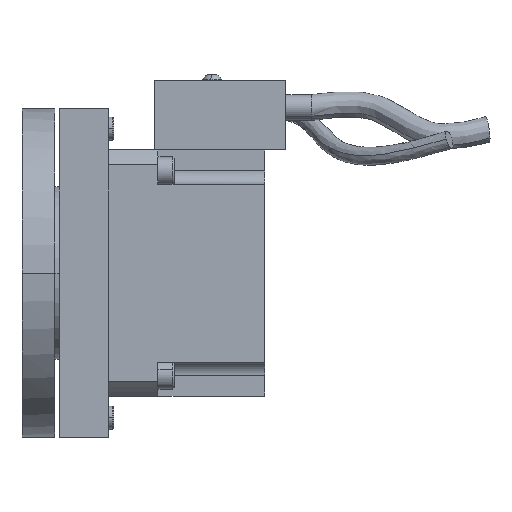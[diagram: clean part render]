
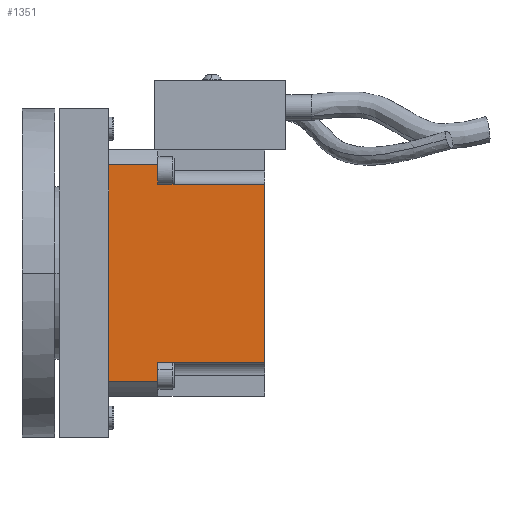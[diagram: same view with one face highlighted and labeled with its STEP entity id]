
A CAD part, left-side view. The second image highlights one B-rep face of the part: STEP entity #1351.
In plain terms, the highlighted planar face has unit normal (-1, 0, 0).
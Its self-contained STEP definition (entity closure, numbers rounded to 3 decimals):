
#31 = CARTESIAN_POINT ( 'NONE',  ( -37.5, -15., -37.5 ) ) ;
#168 = CARTESIAN_POINT ( 'NONE',  ( -37.5, -47.5, -27.113 ) ) ;
#268 = VECTOR ( 'NONE', #11543, 1000. ) ;
#1351 = ADVANCED_FACE ( 'NONE', ( #15694 ), #12954, .T. ) ;
#1382 = EDGE_CURVE ( 'NONE', #17288, #13331, #14461, .T. ) ;
#1537 = LINE ( 'NONE', #5511, #14712 ) ;
#1623 = VECTOR ( 'NONE', #6636, 1000. ) ;
#1637 = VERTEX_POINT ( 'NONE', #5328 ) ;
#1860 = CARTESIAN_POINT ( 'NONE',  ( -37.5, -15., -37.5 ) ) ;
#2300 = CARTESIAN_POINT ( 'NONE',  ( -37.5, -15., 33.072 ) ) ;
#3026 = EDGE_LOOP ( 'NONE', ( #14728, #17960, #15815, #15818, #16755, #11218, #14747, #6492 ) ) ;
#3107 = CARTESIAN_POINT ( 'NONE',  ( -37.5, -15., 27.113 ) ) ;
#3191 = VECTOR ( 'NONE', #5779, 1000. ) ;
#3992 = VECTOR ( 'NONE', #15439, 1000. ) ;
#4087 = DIRECTION ( 'NONE',  ( 0., 0., 1. ) ) ;
#4177 = CARTESIAN_POINT ( 'NONE',  ( -37.5, -15., 33.072 ) ) ;
#4270 = DIRECTION ( 'NONE',  ( 0., 1., 0. ) ) ;
#4298 = CARTESIAN_POINT ( 'NONE',  ( -37.5, 0., -37.5 ) ) ;
#5278 = LINE ( 'NONE', #13836, #3992 ) ;
#5328 = CARTESIAN_POINT ( 'NONE',  ( -37.5, -15., -33.072 ) ) ;
#5510 = LINE ( 'NONE', #7099, #3191 ) ;
#5511 = CARTESIAN_POINT ( 'NONE',  ( -37.5, -47.5, -27.113 ) ) ;
#5768 = EDGE_CURVE ( 'NONE', #17288, #1637, #10873, .T. ) ;
#5779 = DIRECTION ( 'NONE',  ( 0., 0., -1. ) ) ;
#5853 = EDGE_CURVE ( 'NONE', #9883, #12817, #1537, .T. ) ;
#6431 = VECTOR ( 'NONE', #4087, 1000. ) ;
#6492 = ORIENTED_EDGE ( 'NONE', *, *, #5768, .T. ) ;
#6540 = CARTESIAN_POINT ( 'NONE',  ( -37.5, -47.5, 27.113 ) ) ;
#6636 = DIRECTION ( 'NONE',  ( 0., 1., 0. ) ) ;
#7099 = CARTESIAN_POINT ( 'NONE',  ( -37.5, -47.5, -27.113 ) ) ;
#8444 = DIRECTION ( 'NONE',  ( 0., 0., 1. ) ) ;
#8588 = VECTOR ( 'NONE', #17687, 1000. ) ;
#9605 = EDGE_CURVE ( 'NONE', #15544, #11830, #5278, .T. ) ;
#9883 = VERTEX_POINT ( 'NONE', #168 ) ;
#10526 = VERTEX_POINT ( 'NONE', #4177 ) ;
#10611 = CARTESIAN_POINT ( 'NONE',  ( -37.5, 0., -33.072 ) ) ;
#10791 = CARTESIAN_POINT ( 'NONE',  ( -37.5, -15., -27.113 ) ) ;
#10873 = LINE ( 'NONE', #13789, #18333 ) ;
#11218 = ORIENTED_EDGE ( 'NONE', *, *, #15569, .T. ) ;
#11523 = EDGE_CURVE ( 'NONE', #15544, #9883, #5510, .T. ) ;
#11543 = DIRECTION ( 'NONE',  ( 0., 0., 1. ) ) ;
#11666 = CARTESIAN_POINT ( 'NONE',  ( -37.5, 0., 33.072 ) ) ;
#11830 = VERTEX_POINT ( 'NONE', #3107 ) ;
#12684 = CARTESIAN_POINT ( 'NONE',  ( -37.5, -15., -37.5 ) ) ;
#12817 = VERTEX_POINT ( 'NONE', #10791 ) ;
#12901 = AXIS2_PLACEMENT_3D ( 'NONE', #12684, #18353, #8444 ) ;
#12923 = LINE ( 'NONE', #31, #6431 ) ;
#12954 = PLANE ( 'NONE',  #12901 ) ;
#13331 = VERTEX_POINT ( 'NONE', #11666 ) ;
#13789 = CARTESIAN_POINT ( 'NONE',  ( -37.5, -15., -33.072 ) ) ;
#13836 = CARTESIAN_POINT ( 'NONE',  ( -37.5, -47.5, 27.113 ) ) ;
#14461 = LINE ( 'NONE', #4298, #268 ) ;
#14712 = VECTOR ( 'NONE', #4270, 1000. ) ;
#14728 = ORIENTED_EDGE ( 'NONE', *, *, #15630, .T. ) ;
#14747 = ORIENTED_EDGE ( 'NONE', *, *, #1382, .F. ) ;
#14760 = LINE ( 'NONE', #1860, #8588 ) ;
#15439 = DIRECTION ( 'NONE',  ( 0., 1., 0. ) ) ;
#15544 = VERTEX_POINT ( 'NONE', #6540 ) ;
#15569 = EDGE_CURVE ( 'NONE', #10526, #13331, #16622, .T. ) ;
#15630 = EDGE_CURVE ( 'NONE', #1637, #12817, #12923, .T. ) ;
#15694 = FACE_OUTER_BOUND ( 'NONE', #3026, .T. ) ;
#15815 = ORIENTED_EDGE ( 'NONE', *, *, #11523, .F. ) ;
#15818 = ORIENTED_EDGE ( 'NONE', *, *, #9605, .T. ) ;
#16622 = LINE ( 'NONE', #2300, #1623 ) ;
#16755 = ORIENTED_EDGE ( 'NONE', *, *, #17397, .T. ) ;
#16814 = DIRECTION ( 'NONE',  ( 0., -1., 0. ) ) ;
#17288 = VERTEX_POINT ( 'NONE', #10611 ) ;
#17397 = EDGE_CURVE ( 'NONE', #11830, #10526, #14760, .T. ) ;
#17687 = DIRECTION ( 'NONE',  ( 0., 0., 1. ) ) ;
#17960 = ORIENTED_EDGE ( 'NONE', *, *, #5853, .F. ) ;
#18333 = VECTOR ( 'NONE', #16814, 1000. ) ;
#18353 = DIRECTION ( 'NONE',  ( -1., 0., 0. ) ) ;
